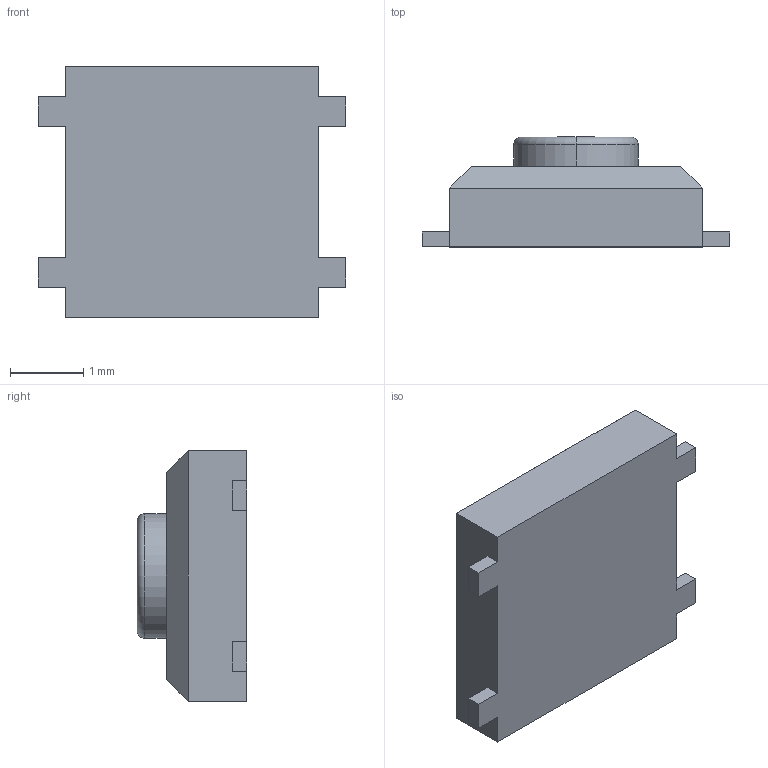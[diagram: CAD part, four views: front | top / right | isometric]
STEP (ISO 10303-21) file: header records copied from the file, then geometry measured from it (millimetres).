
FILE_DESCRIPTION (( 'STEP AP214' ), '1' );
FILE_NAME ('switch.STEP', '2023-08-10T19:51:45', ( '' ), ( '' ), 'SwSTEP 2.0', 'SolidWorks 2023', '' );
FILE_SCHEMA (( 'AUTOMOTIVE_DESIGN' ));
Length unit declared in the file: millimetre
Products named in the file (1): switch
Bounding box: 4.2 x 1.5 x 3.43 mm (x, y, z)
Volume: 13.5 mm3; surface area: 40 mm2
Topology: 1 solids, 1 shells, 31 faces, 78 edges, 50 vertices
Faces by surface type: plane 27, torus 2, cylinder 2
Entity records: 935 total; most frequent: CARTESIAN_POINT 160, ORIENTED_EDGE 156, DIRECTION 150, EDGE_CURVE 78, VECTOR 70, LINE 70, VERTEX_POINT 50, AXIS2_PLACEMENT_3D 40
